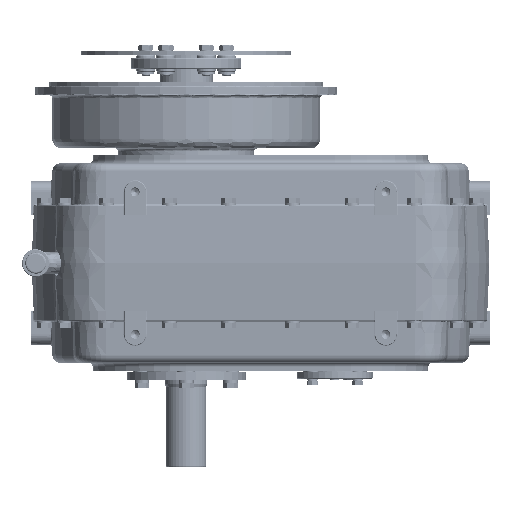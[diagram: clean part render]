
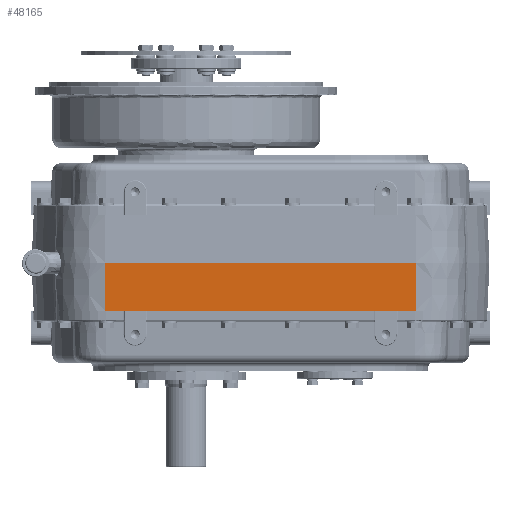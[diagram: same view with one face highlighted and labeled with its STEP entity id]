
A CAD part, left-side view. The second image highlights one B-rep face of the part: STEP entity #48165.
In plain terms, the highlighted planar face has unit normal (-0.999, 0, -0.035).
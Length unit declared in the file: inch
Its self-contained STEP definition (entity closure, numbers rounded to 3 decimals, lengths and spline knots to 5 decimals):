
#1028 = FACE_OUTER_BOUND ( 'NONE', #70947, .T. ) ;
#6645 = VECTOR ( 'NONE', #9968, 39.37008 ) ;
#7200 = EDGE_CURVE ( 'NONE', #16136, #135427, #27955, .T. ) ;
#8908 = ORIENTED_EDGE ( 'NONE', *, *, #26950, .T. ) ;
#9968 = DIRECTION ( 'NONE',  ( -0.035, 0., 0.999 ) ) ;
#16136 = VERTEX_POINT ( 'NONE', #57815 ) ;
#18148 = ORIENTED_EDGE ( 'NONE', *, *, #72557, .T. ) ;
#19750 = VERTEX_POINT ( 'NONE', #77459 ) ;
#21052 = ORIENTED_EDGE ( 'NONE', *, *, #7200, .F. ) ;
#21349 = PLANE ( 'NONE',  #96751 ) ;
#24607 = VECTOR ( 'NONE', #88569, 39.37008 ) ;
#26950 = EDGE_CURVE ( 'NONE', #47267, #19750, #85183, .T. ) ;
#27955 = LINE ( 'NONE', #109776, #24607 ) ;
#32752 = CARTESIAN_POINT ( 'NONE',  ( -8.563, -13.5, 0. ) ) ;
#37945 = LINE ( 'NONE', #83637, #6645 ) ;
#47267 = VERTEX_POINT ( 'NONE', #110549 ) ;
#48165 = ADVANCED_FACE ( 'NONE', ( #1028 ), #21349, .T. ) ;
#53208 = DIRECTION ( 'NONE',  ( -0.999, 0., -0.035 ) ) ;
#55626 = DIRECTION ( 'NONE',  ( 0., -1., 0. ) ) ;
#57815 = CARTESIAN_POINT ( 'NONE',  ( -8.563, 4.75, 0. ) ) ;
#58096 = ORIENTED_EDGE ( 'NONE', *, *, #92459, .F. ) ;
#61798 = CARTESIAN_POINT ( 'NONE',  ( -8.563, -13.5, 0. ) ) ;
#70947 = EDGE_LOOP ( 'NONE', ( #58096, #8908, #18148, #21052 ) ) ;
#72496 = LINE ( 'NONE', #61798, #128347 ) ;
#72557 = EDGE_CURVE ( 'NONE', #19750, #135427, #72496, .T. ) ;
#77459 = CARTESIAN_POINT ( 'NONE',  ( -8.46479, -13.5, -2.8125 ) ) ;
#83637 = CARTESIAN_POINT ( 'NONE',  ( -8.563, 4.75, 0. ) ) ;
#85183 = LINE ( 'NONE', #129630, #134501 ) ;
#88569 = DIRECTION ( 'NONE',  ( 0., -1., 0. ) ) ;
#92459 = EDGE_CURVE ( 'NONE', #47267, #16136, #37945, .T. ) ;
#95085 = CARTESIAN_POINT ( 'NONE',  ( -8.563, 4.75, 0. ) ) ;
#96751 = AXIS2_PLACEMENT_3D ( 'NONE', #95085, #53208, #126792 ) ;
#109776 = CARTESIAN_POINT ( 'NONE',  ( -8.563, 4.75, 0. ) ) ;
#110549 = CARTESIAN_POINT ( 'NONE',  ( -8.46479, 4.75, -2.8125 ) ) ;
#126792 = DIRECTION ( 'NONE',  ( -0.035, 0., 0.999 ) ) ;
#128347 = VECTOR ( 'NONE', #135300, 39.37008 ) ;
#129630 = CARTESIAN_POINT ( 'NONE',  ( -8.46479, 4.75, -2.8125 ) ) ;
#134501 = VECTOR ( 'NONE', #55626, 39.37008 ) ;
#135300 = DIRECTION ( 'NONE',  ( -0.035, 0., 0.999 ) ) ;
#135427 = VERTEX_POINT ( 'NONE', #32752 ) ;
